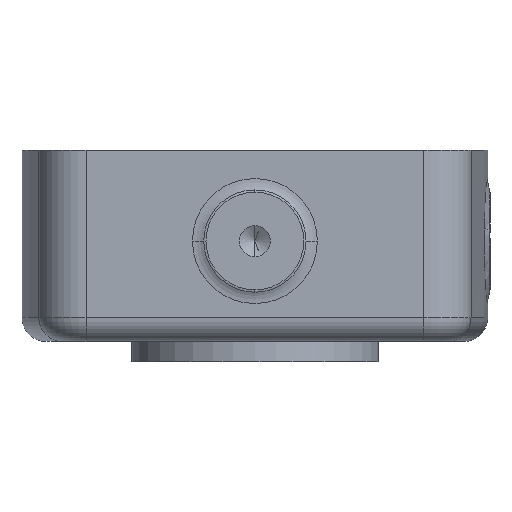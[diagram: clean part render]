
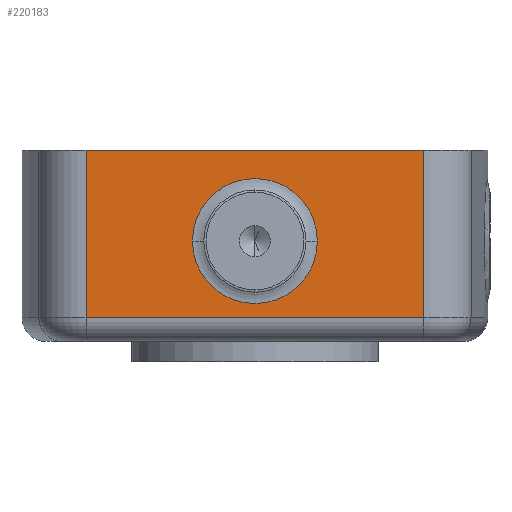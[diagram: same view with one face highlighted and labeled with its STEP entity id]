
A CAD part, front view. The second image highlights one B-rep face of the part: STEP entity #220183.
In plain terms, the highlighted planar face has unit normal (0, -1, 0).
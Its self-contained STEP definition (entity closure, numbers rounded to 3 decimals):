
#2454 = DIRECTION ( 'NONE',  ( 1., 0., 0. ) ) ;
#2781 = AXIS2_PLACEMENT_3D ( 'NONE', #251325, #126883, #2454 ) ;
#7639 = VERTEX_POINT ( 'NONE', #160117 ) ;
#15681 = VECTOR ( 'NONE', #186775, 1000. ) ;
#16018 = FACE_OUTER_BOUND ( 'NONE', #22219, .T. ) ;
#18689 = EDGE_CURVE ( 'NONE', #89745, #124690, #226096, .T. ) ;
#20435 = CARTESIAN_POINT ( 'NONE',  ( 17.955, -24.638, -19.99 ) ) ;
#22219 = EDGE_LOOP ( 'NONE', ( #165688, #257348, #82764, #210489 ) ) ;
#23734 = VERTEX_POINT ( 'NONE', #267002 ) ;
#38952 = CARTESIAN_POINT ( 'NONE',  ( 0., -24.638, -9.322 ) ) ;
#39884 = EDGE_LOOP ( 'NONE', ( #266984, #239624 ) ) ;
#49415 = DIRECTION ( 'NONE',  ( 1., 0., 0. ) ) ;
#49464 = CARTESIAN_POINT ( 'NONE',  ( 17.955, -24.638, -19.99 ) ) ;
#55753 = CIRCLE ( 'NONE', #196535, 6.641 ) ;
#59872 = DIRECTION ( 'NONE',  ( 1., 0., 0. ) ) ;
#66779 = VECTOR ( 'NONE', #49415, 1000. ) ;
#70381 = DIRECTION ( 'NONE',  ( 1., 0., 0. ) ) ;
#80128 = LINE ( 'NONE', #244423, #190796 ) ;
#82764 = ORIENTED_EDGE ( 'NONE', *, *, #160380, .T. ) ;
#89745 = VERTEX_POINT ( 'NONE', #253104 ) ;
#107069 = AXIS2_PLACEMENT_3D ( 'NONE', #49464, #194850, #70381 ) ;
#110918 = CARTESIAN_POINT ( 'NONE',  ( 17.955, -24.638, 0.33 ) ) ;
#111113 = VERTEX_POINT ( 'NONE', #176924 ) ;
#119943 = DIRECTION ( 'NONE',  ( 0., 0., 1. ) ) ;
#120036 = FACE_BOUND ( 'NONE', #39884, .T. ) ;
#123549 = CARTESIAN_POINT ( 'NONE',  ( 17.955, -24.638, 0.33 ) ) ;
#124690 = VERTEX_POINT ( 'NONE', #145897 ) ;
#126306 = LINE ( 'NONE', #20435, #15681 ) ;
#126883 = DIRECTION ( 'NONE',  ( 0., 1., 0. ) ) ;
#137412 = EDGE_CURVE ( 'NONE', #23734, #219622, #238003, .T. ) ;
#145298 = EDGE_CURVE ( 'NONE', #89745, #23734, #80128, .T. ) ;
#145897 = CARTESIAN_POINT ( 'NONE',  ( 17.955, -24.638, -17.45 ) ) ;
#160117 = CARTESIAN_POINT ( 'NONE',  ( 6.641, -24.638, -9.322 ) ) ;
#160380 = EDGE_CURVE ( 'NONE', #124690, #219622, #126306, .T. ) ;
#165688 = ORIENTED_EDGE ( 'NONE', *, *, #145298, .F. ) ;
#168863 = EDGE_CURVE ( 'NONE', #7639, #111113, #55753, .T. ) ;
#173924 = CARTESIAN_POINT ( 'NONE',  ( 17.955, -24.638, -17.45 ) ) ;
#176924 = CARTESIAN_POINT ( 'NONE',  ( -6.641, -24.638, -9.322 ) ) ;
#182773 = VECTOR ( 'NONE', #247952, 1000. ) ;
#184407 = DIRECTION ( 'NONE',  ( 0., 1., 0. ) ) ;
#186775 = DIRECTION ( 'NONE',  ( 0., 0., 1. ) ) ;
#190796 = VECTOR ( 'NONE', #119943, 1000. ) ;
#194850 = DIRECTION ( 'NONE',  ( 0., -1., 0. ) ) ;
#195643 = CIRCLE ( 'NONE', #2781, 6.641 ) ;
#196535 = AXIS2_PLACEMENT_3D ( 'NONE', #38952, #184407, #59872 ) ;
#199010 = EDGE_CURVE ( 'NONE', #111113, #7639, #195643, .T. ) ;
#210489 = ORIENTED_EDGE ( 'NONE', *, *, #137412, .F. ) ;
#219622 = VERTEX_POINT ( 'NONE', #110918 ) ;
#220183 = ADVANCED_FACE ( 'NONE', ( #120036, #16018 ), #235731, .T. ) ;
#226096 = LINE ( 'NONE', #173924, #66779 ) ;
#235731 = PLANE ( 'NONE',  #107069 ) ;
#238003 = LINE ( 'NONE', #123549, #182773 ) ;
#239624 = ORIENTED_EDGE ( 'NONE', *, *, #199010, .T. ) ;
#244423 = CARTESIAN_POINT ( 'NONE',  ( -17.955, -24.638, -19.99 ) ) ;
#247952 = DIRECTION ( 'NONE',  ( 1., 0., 0. ) ) ;
#251325 = CARTESIAN_POINT ( 'NONE',  ( 0., -24.638, -9.322 ) ) ;
#253104 = CARTESIAN_POINT ( 'NONE',  ( -17.955, -24.638, -17.45 ) ) ;
#257348 = ORIENTED_EDGE ( 'NONE', *, *, #18689, .T. ) ;
#266984 = ORIENTED_EDGE ( 'NONE', *, *, #168863, .T. ) ;
#267002 = CARTESIAN_POINT ( 'NONE',  ( -17.955, -24.638, 0.33 ) ) ;
